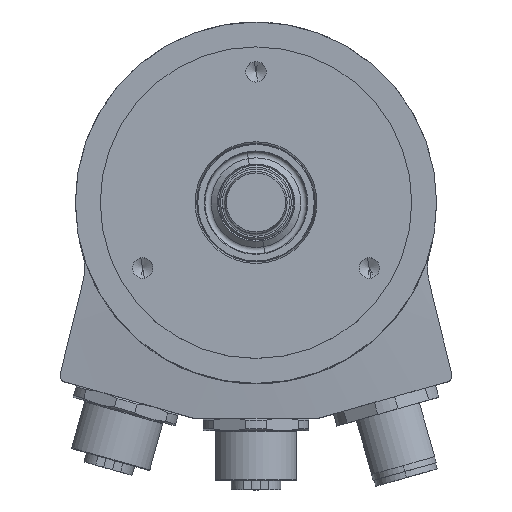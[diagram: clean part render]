
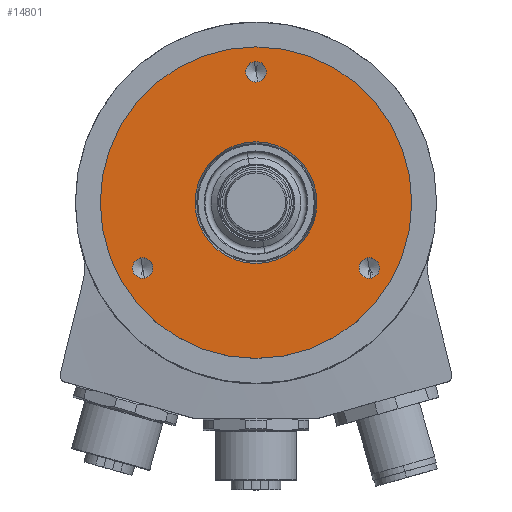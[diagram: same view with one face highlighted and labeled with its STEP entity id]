
A CAD part, top view. The second image highlights one B-rep face of the part: STEP entity #14801.
In plain terms, the highlighted planar face has unit normal (0, 0, 1).
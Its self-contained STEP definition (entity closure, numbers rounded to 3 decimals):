
#2745=CARTESIAN_POINT('',(0.,0.,30.5));
#2746=DIRECTION('',(0.,0.,1.));
#2747=DIRECTION('',(-0.985,-0.174,0.));
#2748=AXIS2_PLACEMENT_3D('',#2745,#2746,#2747);
#2750=CARTESIAN_POINT('',(0.,0.,30.5));
#2751=DIRECTION('',(0.,0.,1.));
#2752=DIRECTION('',(0.985,0.174,0.));
#2753=AXIS2_PLACEMENT_3D('',#2750,#2751,#2752);
#2755=CARTESIAN_POINT('',(0.,0.,30.5));
#2756=DIRECTION('',(0.,0.,-1.));
#2757=DIRECTION('',(0.174,-0.985,0.));
#2758=AXIS2_PLACEMENT_3D('',#2755,#2756,#2757);
#2760=CARTESIAN_POINT('',(0.,0.,30.5));
#2761=DIRECTION('',(0.,0.,-1.));
#2762=DIRECTION('',(-0.174,0.985,0.));
#2763=AXIS2_PLACEMENT_3D('',#2760,#2761,#2762);
#2765=CARTESIAN_POINT('',(0.,21.,30.5));
#2766=DIRECTION('',(0.,0.,1.));
#2767=DIRECTION('',(0.174,-0.985,0.));
#2768=AXIS2_PLACEMENT_3D('',#2765,#2766,#2767);
#2770=CARTESIAN_POINT('',(0.,21.,30.5));
#2771=DIRECTION('',(0.,0.,1.));
#2772=DIRECTION('',(-0.174,0.985,0.));
#2773=AXIS2_PLACEMENT_3D('',#2770,#2771,#2772);
#2775=CARTESIAN_POINT('',(18.187,-10.5,30.5));
#2776=DIRECTION('',(0.,0.,1.));
#2777=DIRECTION('',(0.174,-0.985,0.));
#2778=AXIS2_PLACEMENT_3D('',#2775,#2776,#2777);
#2780=CARTESIAN_POINT('',(18.187,-10.5,30.5));
#2781=DIRECTION('',(0.,0.,1.));
#2782=DIRECTION('',(-0.174,0.985,0.));
#2783=AXIS2_PLACEMENT_3D('',#2780,#2781,#2782);
#2785=CARTESIAN_POINT('',(-18.187,-10.5,30.5));
#2786=DIRECTION('',(0.,0.,1.));
#2787=DIRECTION('',(0.174,-0.985,0.));
#2788=AXIS2_PLACEMENT_3D('',#2785,#2786,#2787);
#2790=CARTESIAN_POINT('',(-18.187,-10.5,30.5));
#2791=DIRECTION('',(0.,0.,1.));
#2792=DIRECTION('',(-0.174,0.985,0.));
#2793=AXIS2_PLACEMENT_3D('',#2790,#2791,#2792);
#8847=CARTESIAN_POINT('',(1.696,-9.62,30.5));
#8848=CARTESIAN_POINT('',(-1.696,9.62,30.5));
#8849=VERTEX_POINT('',#8847);
#8850=VERTEX_POINT('',#8848);
#8855=CARTESIAN_POINT('',(-24.62,-4.341,30.5));
#8856=CARTESIAN_POINT('',(24.62,4.341,30.5));
#8857=VERTEX_POINT('',#8855);
#8858=VERTEX_POINT('',#8856);
#8897=CARTESIAN_POINT('',(0.287,19.375,30.5));
#8898=CARTESIAN_POINT('',(-0.287,22.625,30.5));
#8899=VERTEX_POINT('',#8897);
#8900=VERTEX_POINT('',#8898);
#8907=CARTESIAN_POINT('',(18.473,-12.125,30.5));
#8908=CARTESIAN_POINT('',(17.9,-8.875,30.5));
#8909=VERTEX_POINT('',#8907);
#8910=VERTEX_POINT('',#8908);
#8917=CARTESIAN_POINT('',(-17.9,-12.125,30.5));
#8918=CARTESIAN_POINT('',(-18.473,-8.875,30.5));
#8919=VERTEX_POINT('',#8917);
#8920=VERTEX_POINT('',#8918);
#14767=CARTESIAN_POINT('',(0.,0.,30.5));
#14768=DIRECTION('',(0.,0.,1.));
#14769=DIRECTION('',(-0.985,-0.174,0.));
#14770=AXIS2_PLACEMENT_3D('',#14767,#14768,#14769);
#14771=PLANE('',#14770);
#14773=ORIENTED_EDGE('',*,*,#14772,.F.);
#14775=ORIENTED_EDGE('',*,*,#14774,.F.);
#14776=EDGE_LOOP('',(#14773,#14775));
#14777=FACE_OUTER_BOUND('',#14776,.F.);
#14778=ORIENTED_EDGE('',*,*,#14750,.F.);
#14780=ORIENTED_EDGE('',*,*,#14779,.F.);
#14781=EDGE_LOOP('',(#14778,#14780));
#14782=FACE_BOUND('',#14781,.F.);
#14784=ORIENTED_EDGE('',*,*,#14783,.T.);
#14786=ORIENTED_EDGE('',*,*,#14785,.T.);
#14787=EDGE_LOOP('',(#14784,#14786));
#14788=FACE_BOUND('',#14787,.F.);
#14790=ORIENTED_EDGE('',*,*,#14789,.T.);
#14792=ORIENTED_EDGE('',*,*,#14791,.T.);
#14793=EDGE_LOOP('',(#14790,#14792));
#14794=FACE_BOUND('',#14793,.F.);
#14796=ORIENTED_EDGE('',*,*,#14795,.T.);
#14798=ORIENTED_EDGE('',*,*,#14797,.T.);
#14799=EDGE_LOOP('',(#14796,#14798));
#14800=FACE_BOUND('',#14799,.F.);
#2749=CIRCLE('',#2748,25.);
#2754=CIRCLE('',#2753,25.);
#2759=CIRCLE('',#2758,9.768);
#2764=CIRCLE('',#2763,9.768);
#2769=CIRCLE('',#2768,1.65);
#2774=CIRCLE('',#2773,1.65);
#2779=CIRCLE('',#2778,1.65);
#2784=CIRCLE('',#2783,1.65);
#2789=CIRCLE('',#2788,1.65);
#2794=CIRCLE('',#2793,1.65);
#14750=EDGE_CURVE('',#8849,#8850,#2759,.T.);
#14772=EDGE_CURVE('',#8857,#8858,#2749,.T.);
#14774=EDGE_CURVE('',#8858,#8857,#2754,.T.);
#14779=EDGE_CURVE('',#8850,#8849,#2764,.T.);
#14783=EDGE_CURVE('',#8899,#8900,#2769,.T.);
#14785=EDGE_CURVE('',#8900,#8899,#2774,.T.);
#14789=EDGE_CURVE('',#8909,#8910,#2779,.T.);
#14791=EDGE_CURVE('',#8910,#8909,#2784,.T.);
#14795=EDGE_CURVE('',#8919,#8920,#2789,.T.);
#14797=EDGE_CURVE('',#8920,#8919,#2794,.T.);
#14801=ADVANCED_FACE('',(#14777,#14782,#14788,#14794,#14800),#14771,.T.);
